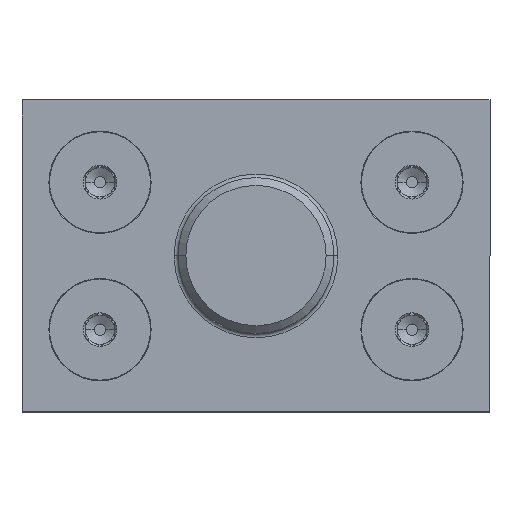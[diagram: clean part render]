
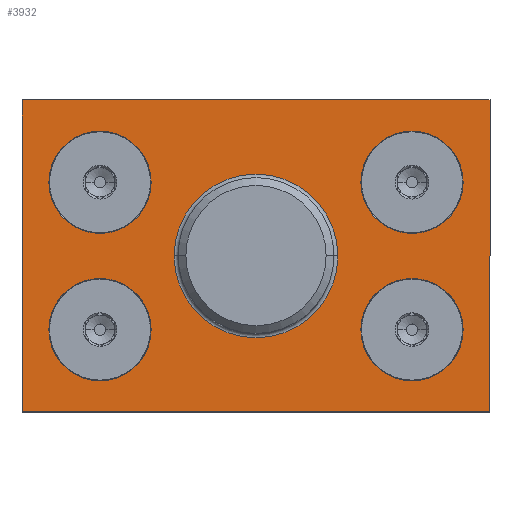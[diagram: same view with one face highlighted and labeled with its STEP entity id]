
A CAD part, top view. The second image highlights one B-rep face of the part: STEP entity #3932.
In plain terms, the highlighted planar face has unit normal (0, 0, 1).
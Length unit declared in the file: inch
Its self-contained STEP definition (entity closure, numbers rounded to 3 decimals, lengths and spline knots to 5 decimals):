
#3633 = VERTEX_POINT ( 'NONE', #5561 ) ;
#3648 = EDGE_CURVE ( 'NONE', #3836, #3633, #5556, .T. ) ;
#3836 = VERTEX_POINT ( 'NONE', #5468 ) ;
#3846 = VERTEX_POINT ( 'NONE', #5450 ) ;
#3848 = VERTEX_POINT ( 'NONE', #5449 ) ;
#3868 = EDGE_CURVE ( 'NONE', #3869, #3870, #5509, .T. ) ;
#3869 = VERTEX_POINT ( 'NONE', #5504 ) ;
#3870 = VERTEX_POINT ( 'NONE', #5503 ) ;
#3897 = EDGE_CURVE ( 'NONE', #3848, #3846, #5577, .T. ) ;
#3903 = ORIENTED_EDGE ( 'NONE', *, *, #3904, .F. ) ;
#3904 = EDGE_CURVE ( 'NONE', #3977, #3974, #5618, .T. ) ;
#3905 = ORIENTED_EDGE ( 'NONE', *, *, #3976, .F. ) ;
#3906 = EDGE_LOOP ( 'NONE', ( #3907, #3911, #3914, #3917 ) ) ;
#3907 = ORIENTED_EDGE ( 'NONE', *, *, #3908, .F. ) ;
#3908 = EDGE_CURVE ( 'NONE', #3909, #3910, #5613, .T. ) ;
#3909 = VERTEX_POINT ( 'NONE', #5609 ) ;
#3910 = VERTEX_POINT ( 'NONE', #5608 ) ;
#3911 = ORIENTED_EDGE ( 'NONE', *, *, #3912, .F. ) ;
#3912 = EDGE_CURVE ( 'NONE', #3913, #3909, #5607, .T. ) ;
#3913 = VERTEX_POINT ( 'NONE', #5603 ) ;
#3914 = ORIENTED_EDGE ( 'NONE', *, *, #3915, .F. ) ;
#3915 = EDGE_CURVE ( 'NONE', #3916, #3913, #5602, .T. ) ;
#3916 = VERTEX_POINT ( 'NONE', #5598 ) ;
#3917 = ORIENTED_EDGE ( 'NONE', *, *, #3955, .F. ) ;
#3918 = EDGE_LOOP ( 'NONE', ( #3956, #3958 ) ) ;
#3926 = VERTEX_POINT ( 'NONE', #5529 ) ;
#3928 = EDGE_CURVE ( 'NONE', #3926, #3929, #5528, .T. ) ;
#3929 = VERTEX_POINT ( 'NONE', #5523 ) ;
#3932 = ADVANCED_FACE ( 'NONE', ( #5514, #5517, #5516, #5515, #5751, #5750 ), #5749, .F. ) ;
#3933 = EDGE_LOOP ( 'NONE', ( #3934, #3936 ) ) ;
#3934 = ORIENTED_EDGE ( 'NONE', *, *, #3935, .T. ) ;
#3935 = EDGE_CURVE ( 'NONE', #3870, #3869, #5744, .T. ) ;
#3936 = ORIENTED_EDGE ( 'NONE', *, *, #3868, .T. ) ;
#3937 = EDGE_LOOP ( 'NONE', ( #3938, #3940 ) ) ;
#3938 = ORIENTED_EDGE ( 'NONE', *, *, #3939, .F. ) ;
#3939 = EDGE_CURVE ( 'NONE', #3846, #3848, #5816, .T. ) ;
#3940 = ORIENTED_EDGE ( 'NONE', *, *, #3897, .F. ) ;
#3941 = EDGE_LOOP ( 'NONE', ( #3903, #3905 ) ) ;
#3955 = EDGE_CURVE ( 'NONE', #3910, #3916, #5920, .T. ) ;
#3956 = ORIENTED_EDGE ( 'NONE', *, *, #3957, .F. ) ;
#3957 = EDGE_CURVE ( 'NONE', #3633, #3836, #5916, .T. ) ;
#3958 = ORIENTED_EDGE ( 'NONE', *, *, #3648, .F. ) ;
#3959 = EDGE_LOOP ( 'NONE', ( #3960, #3962 ) ) ;
#3960 = ORIENTED_EDGE ( 'NONE', *, *, #3961, .F. ) ;
#3961 = EDGE_CURVE ( 'NONE', #3929, #3926, #5911, .T. ) ;
#3962 = ORIENTED_EDGE ( 'NONE', *, *, #3928, .F. ) ;
#3974 = VERTEX_POINT ( 'NONE', #5793 ) ;
#3976 = EDGE_CURVE ( 'NONE', #3974, #3977, #5792, .T. ) ;
#3977 = VERTEX_POINT ( 'NONE', #5787 ) ;
#5449 = CARTESIAN_POINT ( 'NONE',  ( -1.328, 0.4725, 0. ) ) ;
#5450 = CARTESIAN_POINT ( 'NONE',  ( -0.672, 0.4725, 0. ) ) ;
#5468 = CARTESIAN_POINT ( 'NONE',  ( -1.328, -0.4725, 0. ) ) ;
#5503 = CARTESIAN_POINT ( 'NONE',  ( -0.5245, 0., 0. ) ) ;
#5504 = CARTESIAN_POINT ( 'NONE',  ( 0.5245, 0., 0. ) ) ;
#5505 = DIRECTION ( 'NONE',  ( -1., 0., 0. ) ) ;
#5506 = DIRECTION ( 'NONE',  ( 0., 0., -1. ) ) ;
#5507 = CARTESIAN_POINT ( 'NONE',  ( 0., 0., 0. ) ) ;
#5508 = AXIS2_PLACEMENT_3D ( 'NONE', #5507, #5506, #5505 ) ;
#5509 = CIRCLE ( 'NONE', #5508, 0.5245 ) ;
#5514 = FACE_BOUND ( 'NONE', #3933, .T. ) ;
#5515 = FACE_OUTER_BOUND ( 'NONE', #3906, .T. ) ;
#5516 = FACE_BOUND ( 'NONE', #3941, .T. ) ;
#5517 = FACE_BOUND ( 'NONE', #3937, .T. ) ;
#5523 = CARTESIAN_POINT ( 'NONE',  ( 1.328, -0.4725, 0. ) ) ;
#5524 = DIRECTION ( 'NONE',  ( 1., 0., 0. ) ) ;
#5525 = DIRECTION ( 'NONE',  ( 0., 0., 1. ) ) ;
#5526 = CARTESIAN_POINT ( 'NONE',  ( 1., -0.4725, 0. ) ) ;
#5527 = AXIS2_PLACEMENT_3D ( 'NONE', #5526, #5525, #5524 ) ;
#5528 = CIRCLE ( 'NONE', #5527, 0.328 ) ;
#5529 = CARTESIAN_POINT ( 'NONE',  ( 0.672, -0.4725, 0. ) ) ;
#5552 = DIRECTION ( 'NONE',  ( 1., 0., 0. ) ) ;
#5553 = DIRECTION ( 'NONE',  ( 0., 0., 1. ) ) ;
#5554 = CARTESIAN_POINT ( 'NONE',  ( -1., -0.4725, 0. ) ) ;
#5555 = AXIS2_PLACEMENT_3D ( 'NONE', #5554, #5553, #5552 ) ;
#5556 = CIRCLE ( 'NONE', #5555, 0.328 ) ;
#5561 = CARTESIAN_POINT ( 'NONE',  ( -0.672, -0.4725, 0. ) ) ;
#5574 = DIRECTION ( 'NONE',  ( 0., 0., 1. ) ) ;
#5575 = CARTESIAN_POINT ( 'NONE',  ( -1., 0.4725, 0. ) ) ;
#5576 = AXIS2_PLACEMENT_3D ( 'NONE', #5575, #5574, #5630 ) ;
#5577 = CIRCLE ( 'NONE', #5576, 0.328 ) ;
#5598 = CARTESIAN_POINT ( 'NONE',  ( -1.5, 1., 0. ) ) ;
#5599 = DIRECTION ( 'NONE',  ( 1., 0., 0. ) ) ;
#5600 = VECTOR ( 'NONE', #5599, 39.37008 ) ;
#5601 = CARTESIAN_POINT ( 'NONE',  ( 1.5, 1., 0. ) ) ;
#5602 = LINE ( 'NONE', #5601, #5600 ) ;
#5603 = CARTESIAN_POINT ( 'NONE',  ( 1.5, 1., 0. ) ) ;
#5604 = DIRECTION ( 'NONE',  ( 0., -1., 0. ) ) ;
#5605 = VECTOR ( 'NONE', #5604, 39.37008 ) ;
#5606 = CARTESIAN_POINT ( 'NONE',  ( 1.5, 1., 0. ) ) ;
#5607 = LINE ( 'NONE', #5606, #5605 ) ;
#5608 = CARTESIAN_POINT ( 'NONE',  ( -1.5, -1., 0. ) ) ;
#5609 = CARTESIAN_POINT ( 'NONE',  ( 1.5, -1., 0. ) ) ;
#5610 = DIRECTION ( 'NONE',  ( -1., 0., 0. ) ) ;
#5611 = VECTOR ( 'NONE', #5610, 39.37008 ) ;
#5612 = CARTESIAN_POINT ( 'NONE',  ( 1.5, -1., 0. ) ) ;
#5613 = LINE ( 'NONE', #5612, #5611 ) ;
#5614 = DIRECTION ( 'NONE',  ( 1., 0., 0. ) ) ;
#5615 = DIRECTION ( 'NONE',  ( 0., 0., 1. ) ) ;
#5616 = CARTESIAN_POINT ( 'NONE',  ( 1., 0.4725, 0. ) ) ;
#5617 = AXIS2_PLACEMENT_3D ( 'NONE', #5616, #5615, #5614 ) ;
#5618 = CIRCLE ( 'NONE', #5617, 0.328 ) ;
#5630 = DIRECTION ( 'NONE',  ( 1., 0., 0. ) ) ;
#5740 = DIRECTION ( 'NONE',  ( -1., 0., 0. ) ) ;
#5741 = DIRECTION ( 'NONE',  ( 0., 0., -1. ) ) ;
#5742 = CARTESIAN_POINT ( 'NONE',  ( 0., 0., 0. ) ) ;
#5743 = AXIS2_PLACEMENT_3D ( 'NONE', #5742, #5741, #5740 ) ;
#5744 = CIRCLE ( 'NONE', #5743, 0.5245 ) ;
#5745 = DIRECTION ( 'NONE',  ( -1., 0., 0. ) ) ;
#5746 = DIRECTION ( 'NONE',  ( 0., 0., -1. ) ) ;
#5747 = CARTESIAN_POINT ( 'NONE',  ( 1.5, -1., 0. ) ) ;
#5748 = AXIS2_PLACEMENT_3D ( 'NONE', #5747, #5746, #5745 ) ;
#5749 = PLANE ( 'NONE',  #5748 ) ;
#5750 = FACE_BOUND ( 'NONE', #3959, .T. ) ;
#5751 = FACE_BOUND ( 'NONE', #3918, .T. ) ;
#5787 = CARTESIAN_POINT ( 'NONE',  ( 1.328, 0.4725, 0. ) ) ;
#5788 = DIRECTION ( 'NONE',  ( 1., 0., 0. ) ) ;
#5789 = DIRECTION ( 'NONE',  ( 0., 0., 1. ) ) ;
#5790 = CARTESIAN_POINT ( 'NONE',  ( 1., 0.4725, 0. ) ) ;
#5791 = AXIS2_PLACEMENT_3D ( 'NONE', #5790, #5789, #5788 ) ;
#5792 = CIRCLE ( 'NONE', #5791, 0.328 ) ;
#5793 = CARTESIAN_POINT ( 'NONE',  ( 0.672, 0.4725, 0. ) ) ;
#5812 = DIRECTION ( 'NONE',  ( 1., 0., 0. ) ) ;
#5813 = DIRECTION ( 'NONE',  ( 0., 0., 1. ) ) ;
#5814 = CARTESIAN_POINT ( 'NONE',  ( -1., 0.4725, 0. ) ) ;
#5815 = AXIS2_PLACEMENT_3D ( 'NONE', #5814, #5813, #5812 ) ;
#5816 = CIRCLE ( 'NONE', #5815, 0.328 ) ;
#5907 = DIRECTION ( 'NONE',  ( 1., 0., 0. ) ) ;
#5908 = DIRECTION ( 'NONE',  ( 0., 0., 1. ) ) ;
#5909 = CARTESIAN_POINT ( 'NONE',  ( 1., -0.4725, 0. ) ) ;
#5910 = AXIS2_PLACEMENT_3D ( 'NONE', #5909, #5908, #5907 ) ;
#5911 = CIRCLE ( 'NONE', #5910, 0.328 ) ;
#5912 = DIRECTION ( 'NONE',  ( 1., 0., 0. ) ) ;
#5913 = DIRECTION ( 'NONE',  ( 0., 0., 1. ) ) ;
#5914 = CARTESIAN_POINT ( 'NONE',  ( -1., -0.4725, 0. ) ) ;
#5915 = AXIS2_PLACEMENT_3D ( 'NONE', #5914, #5913, #5912 ) ;
#5916 = CIRCLE ( 'NONE', #5915, 0.328 ) ;
#5917 = DIRECTION ( 'NONE',  ( 0., 1., 0. ) ) ;
#5918 = VECTOR ( 'NONE', #5917, 39.37008 ) ;
#5919 = CARTESIAN_POINT ( 'NONE',  ( -1.5, 1., 0. ) ) ;
#5920 = LINE ( 'NONE', #5919, #5918 ) ;
